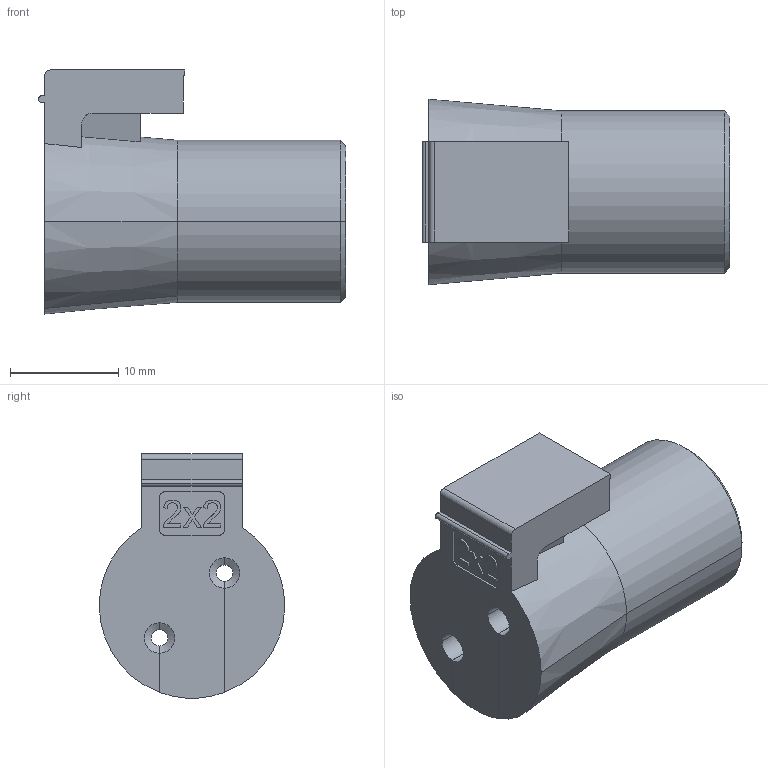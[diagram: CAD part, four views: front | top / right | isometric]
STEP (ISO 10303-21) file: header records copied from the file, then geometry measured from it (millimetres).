
FILE_DESCRIPTION (( 'STEP AP203' ), '1' );
FILE_NAME ('568399.step', '2019-11-21T17:32:16', ( '' ), ( '' ), 'SwSTEP 2.0', 'SolidWorks 2019', '' );
FILE_SCHEMA (( 'CONFIG_CONTROL_DESIGN' ));
Length unit declared in the file: inch
Products named in the file (1): 568399
Bounding box: 28.4 x 17.14 x 22.55 mm (x, y, z)
Volume: 5497.4 mm3; surface area: 3245.4 mm2
Topology: 1 solids, 1 shells, 116 faces, 322 edges, 212 vertices
Faces by surface type: plane 50, cylinder 28, bspline 20, cone 18
Entity records: 3911 total; most frequent: CARTESIAN_POINT 957, ORIENTED_EDGE 644, DIRECTION 536, EDGE_CURVE 322, VERTEX_POINT 212, VECTOR 194, LINE 194, AXIS2_PLACEMENT_3D 171
